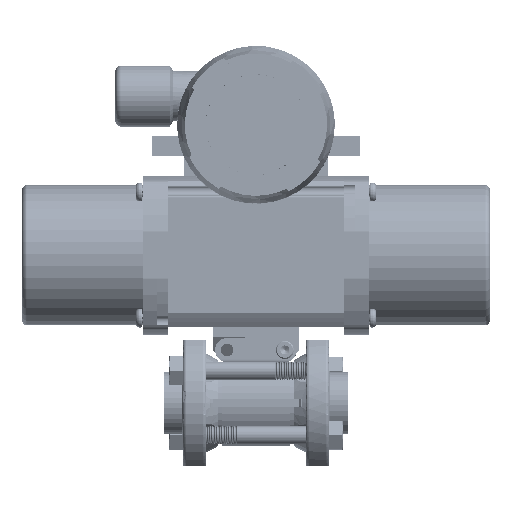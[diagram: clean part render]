
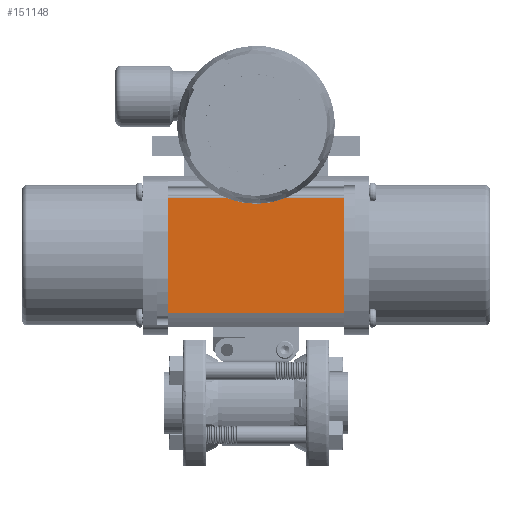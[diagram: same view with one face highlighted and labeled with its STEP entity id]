
A CAD part, top view. The second image highlights one B-rep face of the part: STEP entity #151148.
In plain terms, the highlighted planar face has unit normal (0, 0, 1).
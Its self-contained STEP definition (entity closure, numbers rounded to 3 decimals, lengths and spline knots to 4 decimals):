
#2098 = LINE ( 'NONE', #48477, #47703 ) ;
#5699 = PLANE ( 'NONE',  #165968 ) ;
#16775 = EDGE_LOOP ( 'NONE', ( #73964, #249248, #36904, #77107 ) ) ;
#19657 = CARTESIAN_POINT ( 'NONE',  ( 1.5275, 3.5694, 1.17 ) ) ;
#25198 = DIRECTION ( 'NONE',  ( 0., -1., 0. ) ) ;
#36904 = ORIENTED_EDGE ( 'NONE', *, *, #169958, .F. ) ;
#42401 = EDGE_CURVE ( 'NONE', #175041, #244769, #83793, .T. ) ;
#46772 = DIRECTION ( 'NONE',  ( -1., 0., 0. ) ) ;
#47703 = VECTOR ( 'NONE', #184794, 39.3701 ) ;
#48477 = CARTESIAN_POINT ( 'NONE',  ( -5.0403, 1.5679, 1.17 ) ) ;
#57034 = VECTOR ( 'NONE', #155008, 39.3701 ) ;
#68455 = VECTOR ( 'NONE', #147633, 39.3701 ) ;
#73144 = CARTESIAN_POINT ( 'NONE',  ( -1.5275, 1.5679, 1.17 ) ) ;
#73964 = ORIENTED_EDGE ( 'NONE', *, *, #101793, .F. ) ;
#76473 = CARTESIAN_POINT ( 'NONE',  ( 1.5275, 1.5679, 1.17 ) ) ;
#77107 = ORIENTED_EDGE ( 'NONE', *, *, #250249, .T. ) ;
#83099 = CARTESIAN_POINT ( 'NONE',  ( -5.0403, 3.5694, 1.17 ) ) ;
#83793 = LINE ( 'NONE', #202740, #181314 ) ;
#101793 = EDGE_CURVE ( 'NONE', #175041, #135729, #160626, .T. ) ;
#128047 = CARTESIAN_POINT ( 'NONE',  ( -1.5275, 3.5694, 1.17 ) ) ;
#135729 = VERTEX_POINT ( 'NONE', #76473 ) ;
#141850 = DIRECTION ( 'NONE',  ( 0., 0., -1. ) ) ;
#147633 = DIRECTION ( 'NONE',  ( 0., 1., 0. ) ) ;
#151148 = ADVANCED_FACE ( 'NONE', ( #232533 ), #5699, .F. ) ;
#155008 = DIRECTION ( 'NONE',  ( 0., -1., 0. ) ) ;
#160626 = LINE ( 'NONE', #19657, #57034 ) ;
#165968 = AXIS2_PLACEMENT_3D ( 'NONE', #83099, #141850, #25198 ) ;
#169958 = EDGE_CURVE ( 'NONE', #230320, #244769, #172040, .T. ) ;
#172040 = LINE ( 'NONE', #128047, #68455 ) ;
#175041 = VERTEX_POINT ( 'NONE', #186286 ) ;
#181314 = VECTOR ( 'NONE', #46772, 39.3701 ) ;
#184794 = DIRECTION ( 'NONE',  ( 1., 0., 0. ) ) ;
#186286 = CARTESIAN_POINT ( 'NONE',  ( 1.5275, 3.5621, 1.17 ) ) ;
#189897 = CARTESIAN_POINT ( 'NONE',  ( -1.5275, 3.5621, 1.17 ) ) ;
#202740 = CARTESIAN_POINT ( 'NONE',  ( -5.0403, 3.5621, 1.17 ) ) ;
#230320 = VERTEX_POINT ( 'NONE', #73144 ) ;
#232533 = FACE_OUTER_BOUND ( 'NONE', #16775, .T. ) ;
#244769 = VERTEX_POINT ( 'NONE', #189897 ) ;
#249248 = ORIENTED_EDGE ( 'NONE', *, *, #42401, .T. ) ;
#250249 = EDGE_CURVE ( 'NONE', #230320, #135729, #2098, .T. ) ;
